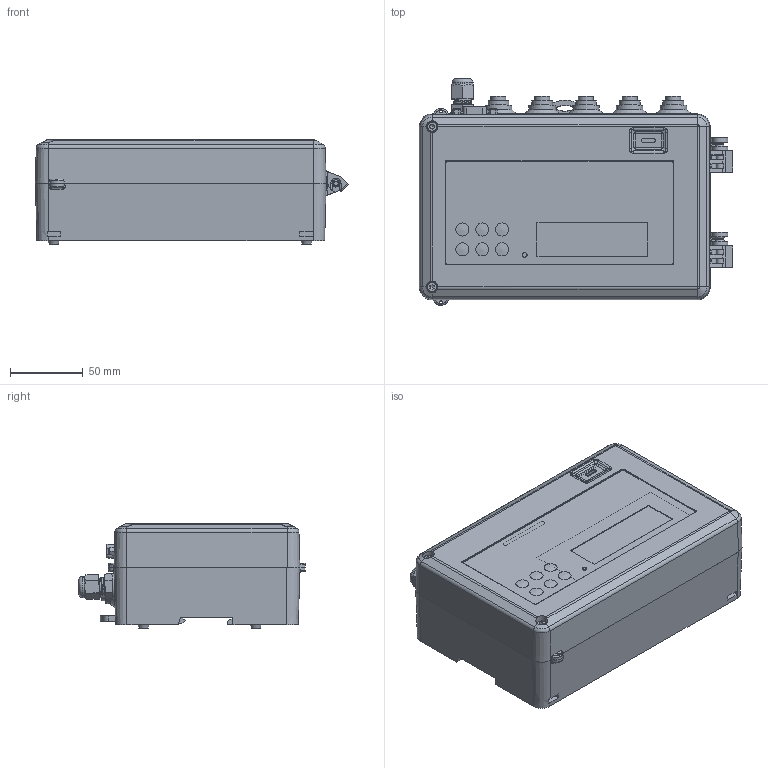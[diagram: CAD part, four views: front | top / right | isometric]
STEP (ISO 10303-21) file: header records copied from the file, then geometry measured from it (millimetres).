
FILE_DESCRIPTION(('STEP AP214'), '1');
FILE_NAME('眒陔-044', '', ('UNSPECIFIED'), ('UNSPECIFIED'), 'C3D Converter', 'C3D Toolkit', '');
FILE_SCHEMA(('AUTOMOTIVE_DESIGN { 1 0 10303 214 3 1 1}'));
Length unit declared in the file: millimetre
Products named in the file (32): ШКСД.735211.003; ШКСД.735211.002; ШКСД.642144.027; DI-9МВИЛКА; КОЖУХ; PART1; PART2; PART3; PART4; PART5; PART6; PART7; PART8; PART9; PART10; КОРПУС1; ПЕРЕМЫЧКА; ДНО; ЗАЩЕЛКА; -01; ШКСД.753665.001
Assembly tree (37 placements, depth 4):
  (unnamed)
    ШКСД.735211.003
    ШКСД.735211.002
    ШКСД.642144.027
    DI-9МВИЛКА
      КОЖУХ
        PART1
        PART2
        PART3
        PART4
        PART5
        PART6
        PART7
        PART8
        PART9
        PART10
      КОРПУС1
      ПЕРЕМЫЧКА
      ДНО
        ЗАЩЕЛКА
      (unnamed)  x2
    -01  x5
    -01
      (unnamed)
      (unnamed)
      (unnamed)
      (unnamed)
      (unnamed)
    (unnamed)  x2
      (unnamed)
      (unnamed)
    ШКСД.753665.001
Bounding box: 215.02 x 155.59 x 72.17 mm (x, y, z)
Volume: 337890.2 mm3; surface area: 261874.5 mm2
Topology: 34 solids, 34 shells, 1560 faces, 4063 edges, 2648 vertices
Faces by surface type: plane 1007, cylinder 293, cone 178, bspline 42, torus 32, sphere 8
Full cylindrical faces by diameter (mm): 1 x9, 2 x2, 2.362 x2, 2.381 x2, 3 x14, 3.2 x3, 4 x2, 4.5 x2, 5 x2, 6 x2, 6.5 x1, 7 x2, 8 x3, 8.3 x5, 8.5 x2, 10.3 x10, 10.75 x1, 11.79 x4, 12 x1, 12.3 x5, 12.5 x1, 14.3 x10, 14.4 x1, 16.3 x5, 17 x1, 18.3 x5, 20.3 x5, 21 x1, 22 x5, 26.3 x5
Entity records: 72369 total; most frequent: CARTESIAN_POINT 32399, ORIENTED_EDGE 7340, DIRECTION 7001, EDGE_CURVE 3670, VERTEX_POINT 2493, AXIS2_PLACEMENT_3D 2348, LINE 2305, VECTOR 2305
